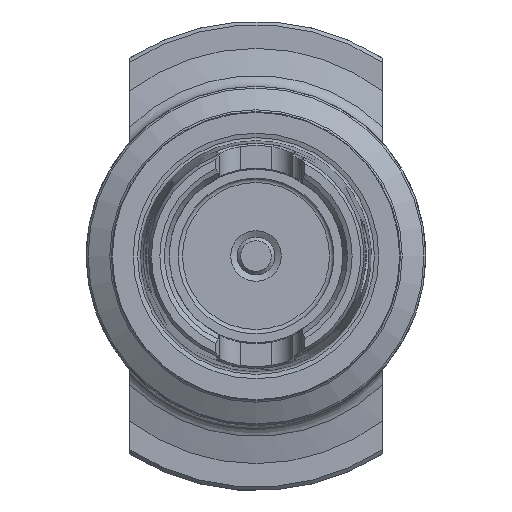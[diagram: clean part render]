
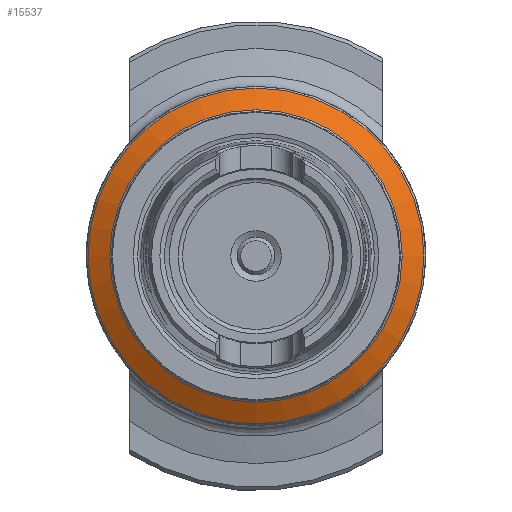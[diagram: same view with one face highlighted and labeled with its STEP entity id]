
A CAD part, left-side view. The second image highlights one B-rep face of the part: STEP entity #15537.
In plain terms, the highlighted conical face has half-angle 60 degrees and reference radius 46.5 mm.
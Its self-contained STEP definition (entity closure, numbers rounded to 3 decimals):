
#1620 = DIRECTION ( 'NONE',  ( -1., 0., 0. ) ) ;
#2533 = CARTESIAN_POINT ( 'NONE',  ( 21.767, 0., 0. ) ) ;
#3317 = CARTESIAN_POINT ( 'NONE',  ( 21.767, 0., 46.5 ) ) ;
#3685 = ORIENTED_EDGE ( 'NONE', *, *, #11465, .F. ) ;
#3979 = AXIS2_PLACEMENT_3D ( 'NONE', #20980, #1620, #8305 ) ;
#5366 = DIRECTION ( 'NONE',  ( -1., 0., 0. ) ) ;
#7068 = VERTEX_POINT ( 'NONE', #3317 ) ;
#7112 = AXIS2_PLACEMENT_3D ( 'NONE', #2533, #19799, #15698 ) ;
#7445 = DIRECTION ( 'NONE',  ( 0., 0., 1. ) ) ;
#8305 = DIRECTION ( 'NONE',  ( 0., 0., 1. ) ) ;
#10988 = CIRCLE ( 'NONE', #27502, 46.5 ) ;
#11465 = EDGE_CURVE ( 'NONE', #25512, #25512, #11837, .T. ) ;
#11837 = CIRCLE ( 'NONE', #3979, 40.475 ) ;
#13988 = ORIENTED_EDGE ( 'NONE', *, *, #22593, .T. ) ;
#15537 = ADVANCED_FACE ( 'NONE', ( #15663, #27385 ), #16006, .T. ) ;
#15663 = FACE_BOUND ( 'NONE', #25244, .T. ) ;
#15698 = DIRECTION ( 'NONE',  ( 0., 0., -1. ) ) ;
#16006 = CONICAL_SURFACE ( 'NONE', #7112, 46.5, 1.047 ) ;
#18125 = CARTESIAN_POINT ( 'NONE',  ( 21.767, 0., 0. ) ) ;
#19799 = DIRECTION ( 'NONE',  ( 1., 0., 0. ) ) ;
#20980 = CARTESIAN_POINT ( 'NONE',  ( 18.289, 0., 0. ) ) ;
#21421 = EDGE_LOOP ( 'NONE', ( #13988 ) ) ;
#22593 = EDGE_CURVE ( 'NONE', #7068, #7068, #10988, .T. ) ;
#24892 = CARTESIAN_POINT ( 'NONE',  ( 18.289, 0., 40.475 ) ) ;
#25244 = EDGE_LOOP ( 'NONE', ( #3685 ) ) ;
#25512 = VERTEX_POINT ( 'NONE', #24892 ) ;
#27385 = FACE_OUTER_BOUND ( 'NONE', #21421, .T. ) ;
#27502 = AXIS2_PLACEMENT_3D ( 'NONE', #18125, #5366, #7445 ) ;
